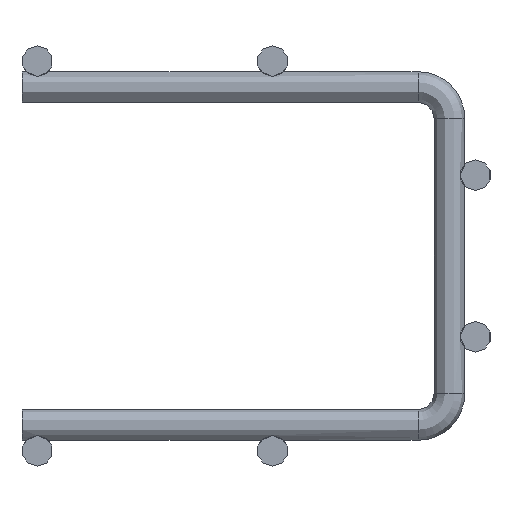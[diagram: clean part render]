
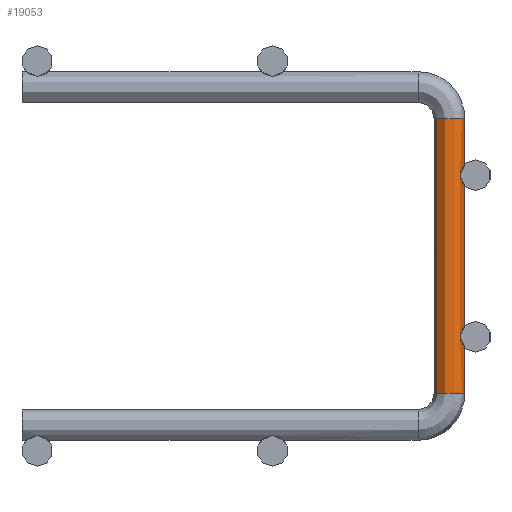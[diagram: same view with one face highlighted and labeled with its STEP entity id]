
A CAD part, left-side view. The second image highlights one B-rep face of the part: STEP entity #19053.
In plain terms, the highlighted cylindrical face has radius 1.9 mm (diameter 3.8 mm), a partial arc.
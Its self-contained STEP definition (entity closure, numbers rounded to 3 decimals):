
#265 = CARTESIAN_POINT ( 'NONE',  ( 15.617, 1.337, -11.351 ) ) ;
#354 = CARTESIAN_POINT ( 'NONE',  ( 14.767, 1.753, -9.263 ) ) ;
#403 = ORIENTED_EDGE ( 'NONE', *, *, #21176, .T. ) ;
#723 = LINE ( 'NONE', #16782, #10806 ) ;
#793 = EDGE_CURVE ( 'NONE', #5321, #875, #1566, .T. ) ;
#875 = VERTEX_POINT ( 'NONE', #22103 ) ;
#1048 = CARTESIAN_POINT ( 'NONE',  ( 15.348, 1.413, 11.271 ) ) ;
#1135 = CARTESIAN_POINT ( 'NONE',  ( 14.849, 1.681, 9.101 ) ) ;
#1242 = DIRECTION ( 'NONE',  ( -1., 0., 0. ) ) ;
#1566 = LINE ( 'NONE', #6094, #12269 ) ;
#2324 = CARTESIAN_POINT ( 'NONE',  ( 15.259, 1.441, -11.241 ) ) ;
#2411 = CARTESIAN_POINT ( 'NONE',  ( 14.912, 1.641, -9.039 ) ) ;
#2665 = VECTOR ( 'NONE', #11968, 1000. ) ;
#2702 = CARTESIAN_POINT ( 'NONE',  ( 16., 5.1, -17. ) ) ;
#3095 = CARTESIAN_POINT ( 'NONE',  ( 15.109, 1.52, 11.142 ) ) ;
#3186 = CARTESIAN_POINT ( 'NONE',  ( 15.108, 1.52, 8.859 ) ) ;
#4332 = CARTESIAN_POINT ( 'NONE',  ( 14.913, 1.64, -10.963 ) ) ;
#4414 = CARTESIAN_POINT ( 'NONE',  ( 16., 1.3, -17. ) ) ;
#4423 = CARTESIAN_POINT ( 'NONE',  ( 15.258, 1.441, -8.759 ) ) ;
#5108 = CARTESIAN_POINT ( 'NONE',  ( 14.851, 1.68, 10.901 ) ) ;
#5185 = CARTESIAN_POINT ( 'NONE',  ( 15.347, 1.413, 8.73 ) ) ;
#5321 = VERTEX_POINT ( 'NONE', #14137 ) ;
#5727 = DIRECTION ( 'NONE',  ( 0., -1., 0. ) ) ;
#5973 = B_SPLINE_CURVE_WITH_KNOTS ( 'NONE', 3,
 ( #9052, #25171, #13111, #1048, #15139, #3095, #17157, #5108, #19190, #7110, #21229, #9141, #23233, #11171, #25255, #13206, #1135, #15224, #3186, #17250, #5185, #19274, #7200, #21312 ),
 .UNSPECIFIED., .F., .F.,
 ( 4, 2, 2, 2, 2, 2, 2, 2, 2, 2, 2, 4 ),
 ( 0.002, 0.003, 0.003, 0.003, 0.004, 0.005, 0.005, 0.005, 0.006, 0.006, 0.006, 0.007 ),
 .UNSPECIFIED. ) ;
#6094 = CARTESIAN_POINT ( 'NONE',  ( 16., 1.3, -17. ) ) ;
#6099 = VERTEX_POINT ( 'NONE', #20240 ) ;
#6259 = CARTESIAN_POINT ( 'NONE',  ( 16., 1.3, -11.386 ) ) ;
#6338 = CARTESIAN_POINT ( 'NONE',  ( 14.767, 1.753, -10.737 ) ) ;
#6422 = CARTESIAN_POINT ( 'NONE',  ( 15.807, 1.3, -8.614 ) ) ;
#6507 = LINE ( 'NONE', #4414, #20698 ) ;
#6690 = VERTEX_POINT ( 'NONE', #10683 ) ;
#7110 = CARTESIAN_POINT ( 'NONE',  ( 14.642, 1.869, 10.388 ) ) ;
#7200 = CARTESIAN_POINT ( 'NONE',  ( 15.806, 1.3, 8.614 ) ) ;
#7250 = ORIENTED_EDGE ( 'NONE', *, *, #24930, .F. ) ;
#7737 = CARTESIAN_POINT ( 'NONE',  ( 16., 3.2, -17. ) ) ;
#7930 = DIRECTION ( 'NONE',  ( 0., 0., 1. ) ) ;
#7999 = ORIENTED_EDGE ( 'NONE', *, *, #11815, .F. ) ;
#8268 = FACE_OUTER_BOUND ( 'NONE', #15875, .T. ) ;
#8277 = DIRECTION ( 'NONE',  ( 0., 0., -1. ) ) ;
#8346 = CARTESIAN_POINT ( 'NONE',  ( 14.641, 1.869, -10.387 ) ) ;
#9052 = CARTESIAN_POINT ( 'NONE',  ( 16., 1.3, 11.386 ) ) ;
#9141 = CARTESIAN_POINT ( 'NONE',  ( 14.614, 1.9, 9.904 ) ) ;
#9881 = AXIS2_PLACEMENT_3D ( 'NONE', #7737, #25637, #5727 ) ;
#10406 = CARTESIAN_POINT ( 'NONE',  ( 14.614, 1.9, -9.806 ) ) ;
#10683 = CARTESIAN_POINT ( 'NONE',  ( 16., 1.3, -8.614 ) ) ;
#10806 = VECTOR ( 'NONE', #18817, 1000. ) ;
#10965 = EDGE_CURVE ( 'NONE', #22334, #14770, #5973, .T. ) ;
#11014 = CARTESIAN_POINT ( 'NONE',  ( 16., 1.3, 8.614 ) ) ;
#11171 = CARTESIAN_POINT ( 'NONE',  ( 14.65, 1.863, 9.616 ) ) ;
#11174 = CIRCLE ( 'NONE', #22910, 1.9 ) ;
#11815 = EDGE_CURVE ( 'NONE', #5321, #15506, #22629, .T. ) ;
#11968 = DIRECTION ( 'NONE',  ( 0., 0., 1. ) ) ;
#12269 = VECTOR ( 'NONE', #7930, 1000. ) ;
#12339 = CARTESIAN_POINT ( 'NONE',  ( 15.806, 1.308, -11.379 ) ) ;
#12426 = CARTESIAN_POINT ( 'NONE',  ( 14.729, 1.787, -9.348 ) ) ;
#13111 = CARTESIAN_POINT ( 'NONE',  ( 15.611, 1.331, 11.358 ) ) ;
#13206 = CARTESIAN_POINT ( 'NONE',  ( 14.759, 1.759, 9.259 ) ) ;
#13299 = DIRECTION ( 'NONE',  ( 0., 0., -1. ) ) ;
#13887 = B_SPLINE_CURVE_WITH_KNOTS ( 'NONE', 3,
 ( #6259, #18322, #12339, #265, #14358, #2324, #16386, #4332, #18414, #6338, #20436, #8346, #22454, #10406, #24489, #12426, #354, #14447, #2411, #16464, #4423, #18505, #6422, #20520 ),
 .UNSPECIFIED., .F., .F.,
 ( 4, 2, 2, 2, 2, 2, 2, 2, 2, 2, 2, 4 ),
 ( 0., 0., 0.001, 0.001, 0.001, 0.002, 0.002, 0.003, 0.003, 0.003, 0.004, 0.005 ),
 .UNSPECIFIED. ) ;
#14137 = CARTESIAN_POINT ( 'NONE',  ( 16., 1.3, -17. ) ) ;
#14358 = CARTESIAN_POINT ( 'NONE',  ( 15.523, 1.359, -11.329 ) ) ;
#14447 = CARTESIAN_POINT ( 'NONE',  ( 14.858, 1.68, -9.108 ) ) ;
#14770 = VERTEX_POINT ( 'NONE', #11014 ) ;
#15139 = CARTESIAN_POINT ( 'NONE',  ( 15.263, 1.447, 11.233 ) ) ;
#15224 = CARTESIAN_POINT ( 'NONE',  ( 15.038, 1.56, 8.913 ) ) ;
#15506 = VERTEX_POINT ( 'NONE', #2702 ) ;
#15875 = EDGE_LOOP ( 'NONE', ( #7250, #7999, #18041, #24813, #403, #24661, #23371, #22885 ) ) ;
#16378 = EDGE_CURVE ( 'NONE', #22334, #6099, #19352, .T. ) ;
#16386 = CARTESIAN_POINT ( 'NONE',  ( 15.1, 1.52, -11.149 ) ) ;
#16464 = CARTESIAN_POINT ( 'NONE',  ( 15.1, 1.52, -8.851 ) ) ;
#16782 = CARTESIAN_POINT ( 'NONE',  ( 16., 5.1, -17. ) ) ;
#17157 = CARTESIAN_POINT ( 'NONE',  ( 15.039, 1.559, 11.088 ) ) ;
#17250 = CARTESIAN_POINT ( 'NONE',  ( 15.262, 1.447, 8.767 ) ) ;
#17907 = EDGE_CURVE ( 'NONE', #875, #6690, #13887, .T. ) ;
#18041 = ORIENTED_EDGE ( 'NONE', *, *, #793, .T. ) ;
#18322 = CARTESIAN_POINT ( 'NONE',  ( 15.902, 1.3, -11.386 ) ) ;
#18365 = CYLINDRICAL_SURFACE ( 'NONE', #9881, 1.9 ) ;
#18382 = CARTESIAN_POINT ( 'NONE',  ( 16., 1.3, -17. ) ) ;
#18414 = CARTESIAN_POINT ( 'NONE',  ( 14.858, 1.68, -10.892 ) ) ;
#18505 = CARTESIAN_POINT ( 'NONE',  ( 15.612, 1.331, -8.642 ) ) ;
#18817 = DIRECTION ( 'NONE',  ( 0., 0., 1. ) ) ;
#19053 = ADVANCED_FACE ( 'NONE', ( #8268 ), #18365, .T. ) ;
#19190 = CARTESIAN_POINT ( 'NONE',  ( 14.759, 1.759, 10.742 ) ) ;
#19219 = CARTESIAN_POINT ( 'NONE',  ( 16., 1.3, 11.386 ) ) ;
#19274 = CARTESIAN_POINT ( 'NONE',  ( 15.611, 1.331, 8.642 ) ) ;
#19352 = LINE ( 'NONE', #18382, #2665 ) ;
#20240 = CARTESIAN_POINT ( 'NONE',  ( 16., 1.3, 17. ) ) ;
#20366 = CARTESIAN_POINT ( 'NONE',  ( 16., 3.2, 17. ) ) ;
#20435 = VERTEX_POINT ( 'NONE', #21023 ) ;
#20436 = CARTESIAN_POINT ( 'NONE',  ( 14.73, 1.786, -10.654 ) ) ;
#20520 = CARTESIAN_POINT ( 'NONE',  ( 16., 1.3, -8.614 ) ) ;
#20698 = VECTOR ( 'NONE', #22536, 1000. ) ;
#21023 = CARTESIAN_POINT ( 'NONE',  ( 16., 5.1, 17. ) ) ;
#21176 = EDGE_CURVE ( 'NONE', #6690, #14770, #6507, .T. ) ;
#21229 = CARTESIAN_POINT ( 'NONE',  ( 14.614, 1.9, 10.194 ) ) ;
#21312 = CARTESIAN_POINT ( 'NONE',  ( 16., 1.3, 8.614 ) ) ;
#21979 = AXIS2_PLACEMENT_3D ( 'NONE', #25353, #13299, #1242 ) ;
#22103 = CARTESIAN_POINT ( 'NONE',  ( 16., 1.3, -11.386 ) ) ;
#22334 = VERTEX_POINT ( 'NONE', #19219 ) ;
#22390 = DIRECTION ( 'NONE',  ( -1., 0., 0. ) ) ;
#22454 = CARTESIAN_POINT ( 'NONE',  ( 14.614, 1.9, -10.193 ) ) ;
#22536 = DIRECTION ( 'NONE',  ( 0., 0., 1. ) ) ;
#22629 = CIRCLE ( 'NONE', #21979, 1.9 ) ;
#22885 = ORIENTED_EDGE ( 'NONE', *, *, #23424, .T. ) ;
#22910 = AXIS2_PLACEMENT_3D ( 'NONE', #20366, #8277, #22390 ) ;
#23233 = CARTESIAN_POINT ( 'NONE',  ( 14.621, 1.892, 9.806 ) ) ;
#23371 = ORIENTED_EDGE ( 'NONE', *, *, #16378, .T. ) ;
#23424 = EDGE_CURVE ( 'NONE', #6099, #20435, #11174, .T. ) ;
#24489 = CARTESIAN_POINT ( 'NONE',  ( 14.642, 1.869, -9.611 ) ) ;
#24661 = ORIENTED_EDGE ( 'NONE', *, *, #10965, .F. ) ;
#24813 = ORIENTED_EDGE ( 'NONE', *, *, #17907, .T. ) ;
#24930 = EDGE_CURVE ( 'NONE', #15506, #20435, #723, .T. ) ;
#25171 = CARTESIAN_POINT ( 'NONE',  ( 15.806, 1.3, 11.386 ) ) ;
#25255 = CARTESIAN_POINT ( 'NONE',  ( 14.671, 1.842, 9.524 ) ) ;
#25353 = CARTESIAN_POINT ( 'NONE',  ( 16., 3.2, -17. ) ) ;
#25637 = DIRECTION ( 'NONE',  ( 0., 0., 1. ) ) ;
